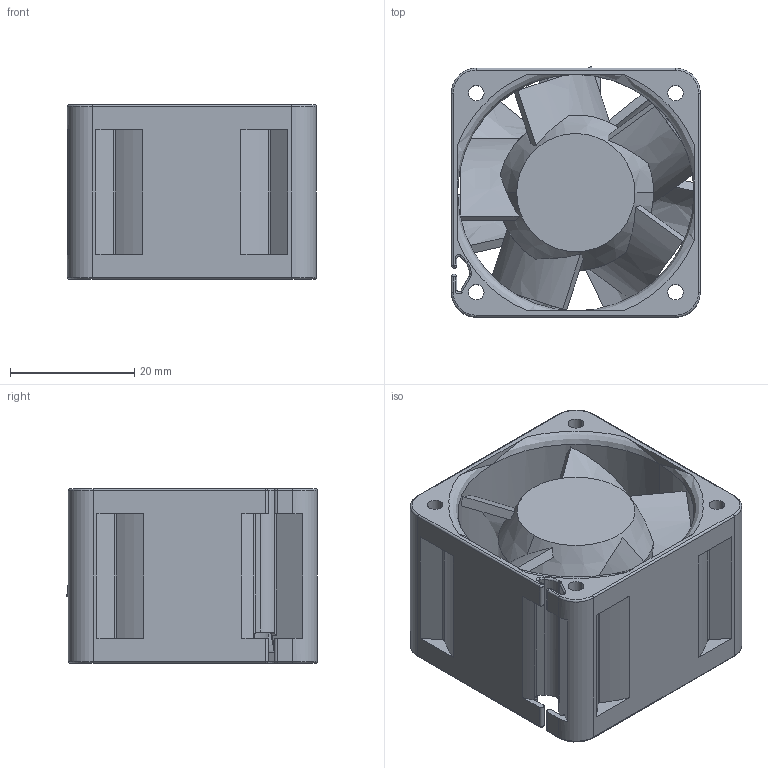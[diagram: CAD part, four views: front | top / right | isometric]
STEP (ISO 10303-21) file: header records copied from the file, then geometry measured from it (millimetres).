
FILE_DESCRIPTION((''),'2;1');
FILE_NAME('THA0412BN_FOR_CUSTOMER_ASM','2012-05-21T',('JERRY.WAN'),(''),'PRO/ENGINEER BY PARAMETRIC TECHNOLOGY CORPORATION, 2006170','PRO/ENGINEER BY PARAMETRIC TECHNOLOGY CORPORATION, 2006170','');
FILE_SCHEMA(('CONFIG_CONTROL_DESIGN'));
Products named in the file (3): FRAME; ROTOR; THA0412BN_FOR_CUSTOMER_ASM
Assembly tree (2 placements, depth 2):
  THA0412BN_FOR_CUSTOMER_ASM
    FRAME
    ROTOR
Bounding box: 40.06 x 40.27 x 28 mm (x, y, z)
Volume: 23159 mm3; surface area: 16135.6 mm2
Topology: 2 solids, 2 shells, 233 faces, 691 edges, 461 vertices
Faces by surface type: plane 89, cylinder 75, torus 30, extrusion 24, cone 8, bspline 6, sphere 1
Entity records: 9163 total; most frequent: CARTESIAN_POINT 3052, ORIENTED_EDGE 1382, DIRECTION 1117, EDGE_CURVE 691, VERTEX_POINT 461, AXIS2_PLACEMENT_3D 422, VECTOR 273, EDGE_LOOP 254
